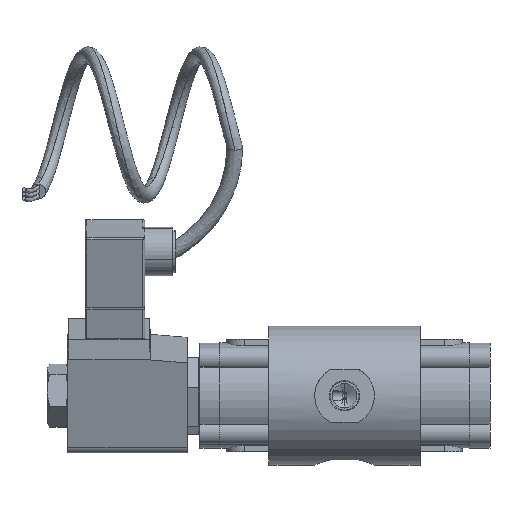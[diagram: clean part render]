
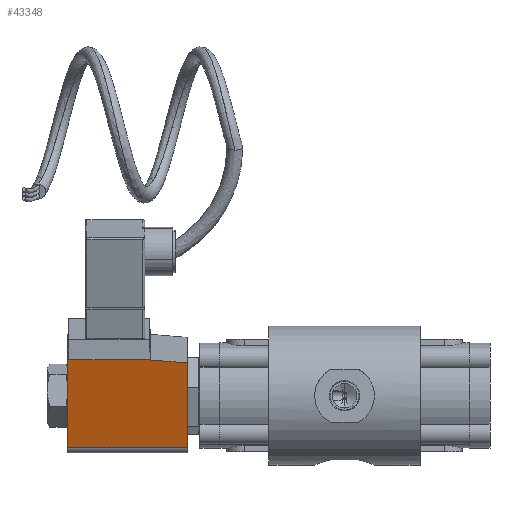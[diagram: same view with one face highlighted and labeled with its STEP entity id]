
A CAD part, left-side view. The second image highlights one B-rep face of the part: STEP entity #43348.
In plain terms, the highlighted face is planar.
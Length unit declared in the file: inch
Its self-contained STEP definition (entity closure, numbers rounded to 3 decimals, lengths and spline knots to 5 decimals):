
#562 = LINE ( 'NONE', #14611, #38303 ) ;
#2124 = CARTESIAN_POINT ( 'NONE',  ( -0.70866, 0., -0.93705 ) ) ;
#2464 = DIRECTION ( 'NONE',  ( -1., 0., 0. ) ) ;
#3102 = CARTESIAN_POINT ( 'NONE',  ( -0.70866, 0., 0.71457 ) ) ;
#4978 = ORIENTED_EDGE ( 'NONE', *, *, #54892, .T. ) ;
#7006 = VERTEX_POINT ( 'NONE', #81728 ) ;
#7662 = LINE ( 'NONE', #2124, #78699 ) ;
#8503 = CARTESIAN_POINT ( 'NONE',  ( -0.70866, 0., 0.65704 ) ) ;
#10240 = AXIS2_PLACEMENT_3D ( 'NONE', #23571, #2464, #52090 ) ;
#12165 = ORIENTED_EDGE ( 'NONE', *, *, #21325, .T. ) ;
#12801 = CARTESIAN_POINT ( 'NONE',  ( -0.70866, 0., -0.93705 ) ) ;
#14611 = CARTESIAN_POINT ( 'NONE',  ( -0.70866, 2.12598, -0.93705 ) ) ;
#14648 = ORIENTED_EDGE ( 'NONE', *, *, #14650, .T. ) ;
#14650 = EDGE_CURVE ( 'NONE', #7006, #70918, #25166, .T. ) ;
#15074 = VERTEX_POINT ( 'NONE', #17389 ) ;
#15332 = VERTEX_POINT ( 'NONE', #69480 ) ;
#17389 = CARTESIAN_POINT ( 'NONE',  ( -0.70866, 0.65748, 0.71457 ) ) ;
#21325 = EDGE_CURVE ( 'NONE', #15074, #15332, #74776, .T. ) ;
#23321 = CARTESIAN_POINT ( 'NONE',  ( -0.70866, 0., -0.93705 ) ) ;
#23571 = CARTESIAN_POINT ( 'NONE',  ( -0.70866, 0., -0.93705 ) ) ;
#25166 = LINE ( 'NONE', #23321, #44033 ) ;
#30198 = ORIENTED_EDGE ( 'NONE', *, *, #74975, .T. ) ;
#30692 = PLANE ( 'NONE',  #10240 ) ;
#37020 = EDGE_LOOP ( 'NONE', ( #49792, #4978, #12165, #30198, #14648 ) ) ;
#38303 = VECTOR ( 'NONE', #64237, 39.37008 ) ;
#39950 = VECTOR ( 'NONE', #58130, 39.37008 ) ;
#43348 = ADVANCED_FACE ( 'NONE', ( #52633 ), #30692, .T. ) ;
#44033 = VECTOR ( 'NONE', #65813, 39.37008 ) ;
#49792 = ORIENTED_EDGE ( 'NONE', *, *, #62470, .T. ) ;
#52090 = DIRECTION ( 'NONE',  ( 0., 0., 1. ) ) ;
#52633 = FACE_OUTER_BOUND ( 'NONE', #37020, .T. ) ;
#54892 = EDGE_CURVE ( 'NONE', #68562, #15074, #58823, .T. ) ;
#55894 = VECTOR ( 'NONE', #89277, 39.37008 ) ;
#58130 = DIRECTION ( 'NONE',  ( 0., 0.996, 0.087 ) ) ;
#58823 = LINE ( 'NONE', #8503, #39950 ) ;
#59445 = CARTESIAN_POINT ( 'NONE',  ( -0.70866, 0., 0.65704 ) ) ;
#62470 = EDGE_CURVE ( 'NONE', #70918, #68562, #7662, .T. ) ;
#64237 = DIRECTION ( 'NONE',  ( 0., 0., -1. ) ) ;
#65813 = DIRECTION ( 'NONE',  ( 0., -1., 0. ) ) ;
#68562 = VERTEX_POINT ( 'NONE', #59445 ) ;
#69480 = CARTESIAN_POINT ( 'NONE',  ( -0.70866, 2.12598, 0.71457 ) ) ;
#70918 = VERTEX_POINT ( 'NONE', #12801 ) ;
#74776 = LINE ( 'NONE', #3102, #55894 ) ;
#74975 = EDGE_CURVE ( 'NONE', #15332, #7006, #562, .T. ) ;
#78699 = VECTOR ( 'NONE', #80591, 39.37008 ) ;
#80591 = DIRECTION ( 'NONE',  ( 0., 0., 1. ) ) ;
#81728 = CARTESIAN_POINT ( 'NONE',  ( -0.70866, 2.12598, -0.93705 ) ) ;
#89277 = DIRECTION ( 'NONE',  ( 0., 1., 0. ) ) ;
